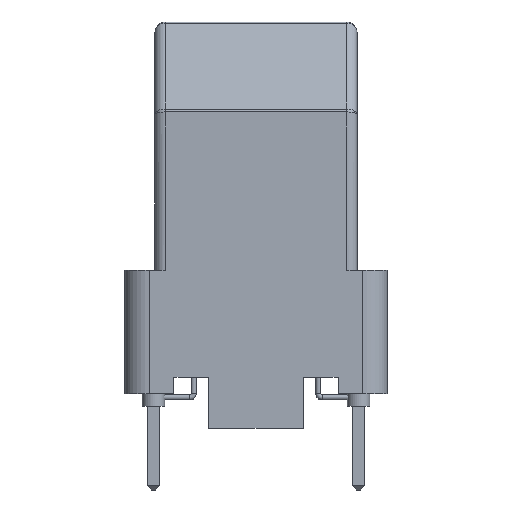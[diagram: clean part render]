
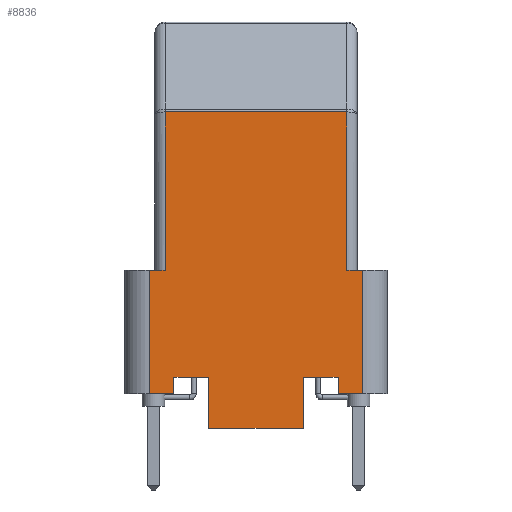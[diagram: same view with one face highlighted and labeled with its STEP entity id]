
A CAD part, left-side view. The second image highlights one B-rep face of the part: STEP entity #8836.
In plain terms, the highlighted planar face has unit normal (-1, 0, 0).
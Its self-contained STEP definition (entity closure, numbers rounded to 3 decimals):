
#368=LINE('',#19577,#1016);
#488=LINE('',#20347,#1136);
#492=LINE('',#20356,#1140);
#566=LINE('',#20561,#1214);
#567=LINE('',#20563,#1215);
#568=LINE('',#20565,#1216);
#569=LINE('',#20567,#1217);
#570=LINE('',#20568,#1218);
#571=LINE('',#20570,#1219);
#572=LINE('',#20572,#1220);
#573=LINE('',#20574,#1221);
#574=LINE('',#20576,#1222);
#575=LINE('',#20578,#1223);
#576=LINE('',#20579,#1224);
#577=LINE('',#20581,#1225);
#578=LINE('',#20583,#1226);
#1016=VECTOR('',#13237,1000.);
#1136=VECTOR('',#13365,1000.);
#1140=VECTOR('',#13371,1000.);
#1214=VECTOR('',#13543,1000.);
#1215=VECTOR('',#13544,1000.);
#1216=VECTOR('',#13545,1000.);
#1217=VECTOR('',#13546,1000.);
#1218=VECTOR('',#13547,1000.);
#1219=VECTOR('',#13548,1000.);
#1220=VECTOR('',#13549,1000.);
#1221=VECTOR('',#13550,1000.);
#1222=VECTOR('',#13551,1000.);
#1223=VECTOR('',#13552,1000.);
#1224=VECTOR('',#13553,1000.);
#1225=VECTOR('',#13554,1000.);
#1226=VECTOR('',#13555,1000.);
#1650=PLANE('',#12176);
#2620=ORIENTED_EDGE('',*,*,#4716,.F.);
#2621=ORIENTED_EDGE('',*,*,#4822,.T.);
#2622=ORIENTED_EDGE('',*,*,#4823,.F.);
#2623=ORIENTED_EDGE('',*,*,#4824,.F.);
#2624=ORIENTED_EDGE('',*,*,#4825,.T.);
#2625=ORIENTED_EDGE('',*,*,#4720,.T.);
#2626=ORIENTED_EDGE('',*,*,#4826,.T.);
#2627=ORIENTED_EDGE('',*,*,#4827,.T.);
#2628=ORIENTED_EDGE('',*,*,#4828,.F.);
#2629=ORIENTED_EDGE('',*,*,#4829,.T.);
#2630=ORIENTED_EDGE('',*,*,#4830,.T.);
#2631=ORIENTED_EDGE('',*,*,#4831,.F.);
#2632=ORIENTED_EDGE('',*,*,#4562,.F.);
#2633=ORIENTED_EDGE('',*,*,#4832,.F.);
#2634=ORIENTED_EDGE('',*,*,#4833,.T.);
#2635=ORIENTED_EDGE('',*,*,#4834,.T.);
#4562=EDGE_CURVE('',#5734,#5735,#368,.T.);
#4716=EDGE_CURVE('',#5888,#5889,#488,.T.);
#4720=EDGE_CURVE('',#5892,#5893,#492,.F.);
#4822=EDGE_CURVE('',#5888,#5974,#566,.T.);
#4823=EDGE_CURVE('',#5975,#5974,#567,.T.);
#4824=EDGE_CURVE('',#5976,#5975,#568,.T.);
#4825=EDGE_CURVE('',#5976,#5892,#569,.T.);
#4826=EDGE_CURVE('',#5893,#5977,#570,.T.);
#4827=EDGE_CURVE('',#5977,#5978,#571,.T.);
#4828=EDGE_CURVE('',#5979,#5978,#572,.T.);
#4829=EDGE_CURVE('',#5979,#5980,#573,.T.);
#4830=EDGE_CURVE('',#5980,#5981,#574,.T.);
#4831=EDGE_CURVE('',#5735,#5981,#575,.T.);
#4832=EDGE_CURVE('',#5982,#5734,#576,.T.);
#4833=EDGE_CURVE('',#5982,#5983,#577,.T.);
#4834=EDGE_CURVE('',#5983,#5889,#578,.T.);
#5734=VERTEX_POINT('',#19576);
#5735=VERTEX_POINT('',#19578);
#5888=VERTEX_POINT('',#20348);
#5889=VERTEX_POINT('',#20349);
#5892=VERTEX_POINT('',#20357);
#5893=VERTEX_POINT('',#20358);
#5974=VERTEX_POINT('',#20562);
#5975=VERTEX_POINT('',#20564);
#5976=VERTEX_POINT('',#20566);
#5977=VERTEX_POINT('',#20569);
#5978=VERTEX_POINT('',#20571);
#5979=VERTEX_POINT('',#20573);
#5980=VERTEX_POINT('',#20575);
#5981=VERTEX_POINT('',#20577);
#5982=VERTEX_POINT('',#20580);
#5983=VERTEX_POINT('',#20582);
#7017=EDGE_LOOP('',(#2620,#2621,#2622,#2623,#2624,#2625,#2626,#2627,#2628,
#2629,#2630,#2631,#2632,#2633,#2634,#2635));
#7931=FACE_BOUND('',#7017,.T.);
#8836=ADVANCED_FACE('',(#7931),#1650,.F.);
#12176=AXIS2_PLACEMENT_3D('',#20560,#13541,#13542);
#13237=DIRECTION('',(0.,1.,0.));
#13365=DIRECTION('',(0.,1.,0.));
#13371=DIRECTION('',(0.,0.,-1.));
#13541=DIRECTION('',(1.,0.,0.));
#13542=DIRECTION('',(0.,0.,-1.));
#13543=DIRECTION('',(0.,0.,-1.));
#13544=DIRECTION('',(0.,1.,0.));
#13545=DIRECTION('',(0.,0.,-1.));
#13546=DIRECTION('',(0.,1.,0.));
#13547=DIRECTION('',(0.,1.,0.));
#13548=DIRECTION('',(0.,0.,-1.));
#13549=DIRECTION('',(0.,-1.,0.));
#13550=DIRECTION('',(0.,0.,-1.));
#13551=DIRECTION('',(0.,-1.,0.));
#13552=DIRECTION('',(0.,0.,-1.));
#13553=DIRECTION('',(0.,0.,1.));
#13554=DIRECTION('',(0.,-1.,0.));
#13555=DIRECTION('',(0.,0.,1.));
#19576=CARTESIAN_POINT('',(-9.,2.3,0.));
#19577=CARTESIAN_POINT('',(-9.,-4.925,0.));
#19578=CARTESIAN_POINT('',(-9.,4.,0.));
#20347=CARTESIAN_POINT('',(-9.,-4.925,0.));
#20348=CARTESIAN_POINT('',(-9.,-4.,0.));
#20349=CARTESIAN_POINT('',(-9.,-2.3,0.));
#20356=CARTESIAN_POINT('',(-9.,-4.425,13.));
#20357=CARTESIAN_POINT('',(-9.,-4.425,5.2));
#20358=CARTESIAN_POINT('',(-9.,-4.425,12.917));
#20560=CARTESIAN_POINT('',(-9.,-4.925,13.));
#20561=CARTESIAN_POINT('',(-9.,-4.,5.2));
#20562=CARTESIAN_POINT('',(-9.,-4.,-0.8));
#20563=CARTESIAN_POINT('',(-9.,-5.2,-0.8));
#20564=CARTESIAN_POINT('',(-9.,-5.2,-0.8));
#20565=CARTESIAN_POINT('',(-9.,-5.2,5.2));
#20566=CARTESIAN_POINT('',(-9.,-5.2,5.2));
#20567=CARTESIAN_POINT('',(-9.,-5.2,5.2));
#20568=CARTESIAN_POINT('',(-9.,-4.925,12.917));
#20569=CARTESIAN_POINT('',(-9.,4.425,12.917));
#20570=CARTESIAN_POINT('',(-9.,4.425,13.));
#20571=CARTESIAN_POINT('',(-9.,4.425,5.2));
#20572=CARTESIAN_POINT('',(-9.,5.2,5.2));
#20573=CARTESIAN_POINT('',(-9.,5.2,5.2));
#20574=CARTESIAN_POINT('',(-9.,5.2,5.2));
#20575=CARTESIAN_POINT('',(-9.,5.2,-0.8));
#20576=CARTESIAN_POINT('',(-9.,5.2,-0.8));
#20577=CARTESIAN_POINT('',(-9.,4.,-0.8));
#20578=CARTESIAN_POINT('',(-9.,4.,5.2));
#20579=CARTESIAN_POINT('',(-9.,2.3,-2.5));
#20580=CARTESIAN_POINT('',(-9.,2.3,-2.5));
#20581=CARTESIAN_POINT('',(-9.,2.3,-2.5));
#20582=CARTESIAN_POINT('',(-9.,-2.3,-2.5));
#20583=CARTESIAN_POINT('',(-9.,-2.3,-2.5));
